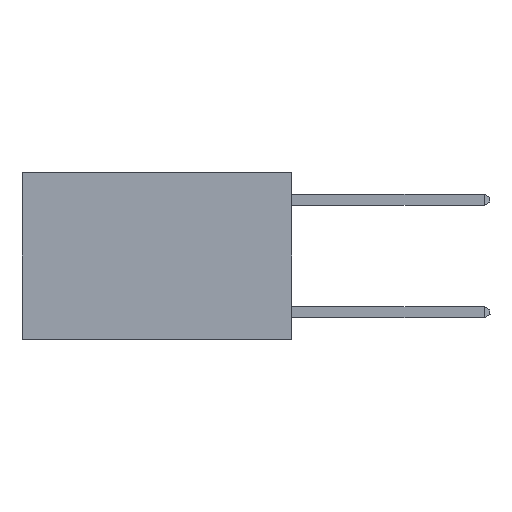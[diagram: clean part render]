
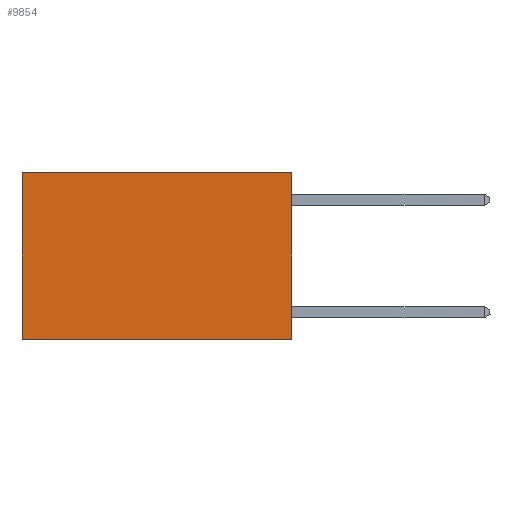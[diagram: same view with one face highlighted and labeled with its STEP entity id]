
A CAD part, left-side view. The second image highlights one B-rep face of the part: STEP entity #9854.
In plain terms, the highlighted planar face has unit normal (-1, 0, 0).
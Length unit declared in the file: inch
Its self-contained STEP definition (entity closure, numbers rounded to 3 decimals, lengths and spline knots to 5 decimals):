
#92 = LINE ( 'NONE', #1705, #2180 ) ;
#149 = EDGE_CURVE ( 'NONE', #4261, #5121, #10685, .T. ) ;
#189 = VECTOR ( 'NONE', #4111, 39.37008 ) ;
#1584 = DIRECTION ( 'NONE',  ( 0., 1., 0. ) ) ;
#1705 = CARTESIAN_POINT ( 'NONE',  ( 0.2625, 0., -0.37 ) ) ;
#2180 = VECTOR ( 'NONE', #1584, 39.37008 ) ;
#2587 = CARTESIAN_POINT ( 'NONE',  ( 0.2625, 0.6, -0.37 ) ) ;
#2679 = EDGE_CURVE ( 'NONE', #5121, #10726, #92, .T. ) ;
#2824 = EDGE_CURVE ( 'NONE', #8943, #10726, #10995, .T. ) ;
#3050 = EDGE_LOOP ( 'NONE', ( #6401, #11543, #4248, #4529 ) ) ;
#3724 = CARTESIAN_POINT ( 'NONE',  ( 0.2625, 0., 0. ) ) ;
#4111 = DIRECTION ( 'NONE',  ( 0., 1., 0. ) ) ;
#4248 = ORIENTED_EDGE ( 'NONE', *, *, #149, .F. ) ;
#4261 = VERTEX_POINT ( 'NONE', #9395 ) ;
#4529 = ORIENTED_EDGE ( 'NONE', *, *, #5067, .T. ) ;
#4621 = PLANE ( 'NONE',  #4654 ) ;
#4654 = AXIS2_PLACEMENT_3D ( 'NONE', #3724, #5466, #5544 ) ;
#5067 = EDGE_CURVE ( 'NONE', #4261, #8943, #7450, .T. ) ;
#5121 = VERTEX_POINT ( 'NONE', #5979 ) ;
#5466 = DIRECTION ( 'NONE',  ( 1., 0., 0. ) ) ;
#5544 = DIRECTION ( 'NONE',  ( 0., 0., -1. ) ) ;
#5756 = FACE_OUTER_BOUND ( 'NONE', #3050, .T. ) ;
#5979 = CARTESIAN_POINT ( 'NONE',  ( 0.2625, 0., -0.37 ) ) ;
#6401 = ORIENTED_EDGE ( 'NONE', *, *, #2824, .T. ) ;
#6823 = CARTESIAN_POINT ( 'NONE',  ( 0.2625, 0., 0. ) ) ;
#7450 = LINE ( 'NONE', #6823, #189 ) ;
#8104 = VECTOR ( 'NONE', #11342, 39.37008 ) ;
#8568 = DIRECTION ( 'NONE',  ( 0., 0., -1. ) ) ;
#8784 = CARTESIAN_POINT ( 'NONE',  ( 0.2625, 0.6, 0. ) ) ;
#8943 = VERTEX_POINT ( 'NONE', #11022 ) ;
#9395 = CARTESIAN_POINT ( 'NONE',  ( 0.2625, 0., 0. ) ) ;
#9854 = ADVANCED_FACE ( 'NONE', ( #5756 ), #4621, .F. ) ;
#10329 = VECTOR ( 'NONE', #8568, 39.37008 ) ;
#10685 = LINE ( 'NONE', #11456, #8104 ) ;
#10726 = VERTEX_POINT ( 'NONE', #2587 ) ;
#10995 = LINE ( 'NONE', #8784, #10329 ) ;
#11022 = CARTESIAN_POINT ( 'NONE',  ( 0.2625, 0.6, 0. ) ) ;
#11342 = DIRECTION ( 'NONE',  ( 0., 0., -1. ) ) ;
#11456 = CARTESIAN_POINT ( 'NONE',  ( 0.2625, 0., 0. ) ) ;
#11543 = ORIENTED_EDGE ( 'NONE', *, *, #2679, .F. ) ;
